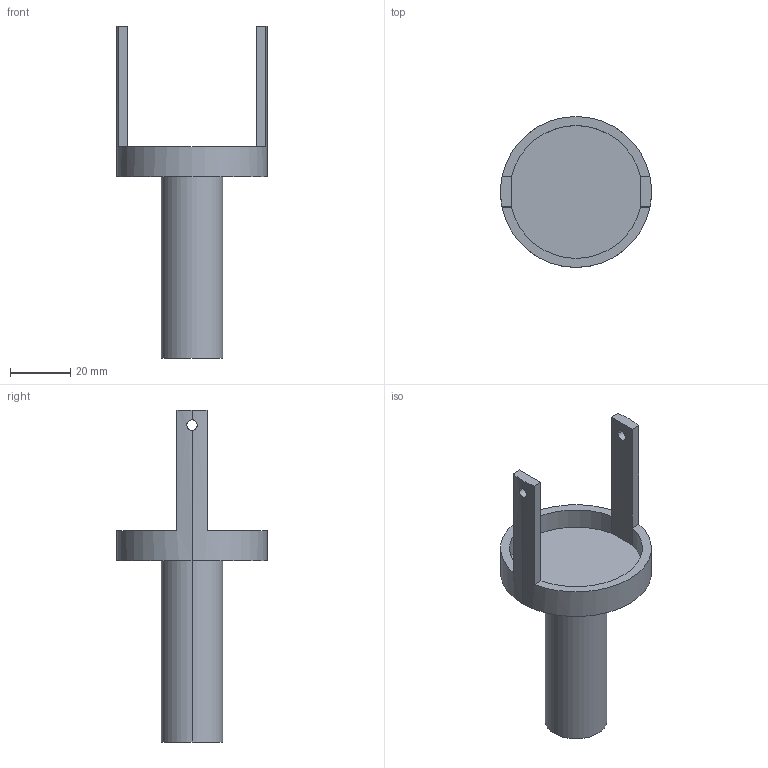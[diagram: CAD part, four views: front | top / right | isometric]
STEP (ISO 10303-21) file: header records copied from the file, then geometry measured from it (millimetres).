
FILE_DESCRIPTION (( 'STEP AP214' ), '1' );
FILE_NAME ('BalanceBasket.STEP', '2024-04-16T18:19:54', ( '' ), ( '' ), 'SwSTEP 2.0', 'SolidWorks 2022', '' );
FILE_SCHEMA (( 'AUTOMOTIVE_DESIGN' ));
Length unit declared in the file: millimetre
Products named in the file (1): BalanceBasket
Bounding box: 50 x 50 x 110 mm (x, y, z)
Volume: 28085.7 mm3; surface area: 13293.9 mm2
Topology: 1 solids, 1 shells, 26 faces, 68 edges, 44 vertices
Faces by surface type: plane 14, cylinder 12
Entity records: 942 total; most frequent: CARTESIAN_POINT 251, DIRECTION 138, ORIENTED_EDGE 136, EDGE_CURVE 68, AXIS2_PLACEMENT_3D 51, VERTEX_POINT 44, VECTOR 36, LINE 36
